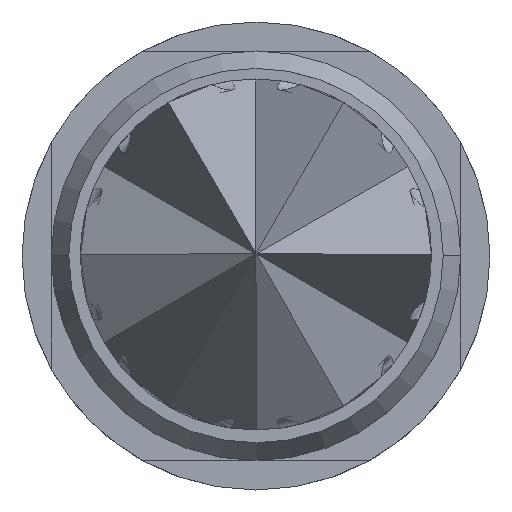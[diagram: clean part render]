
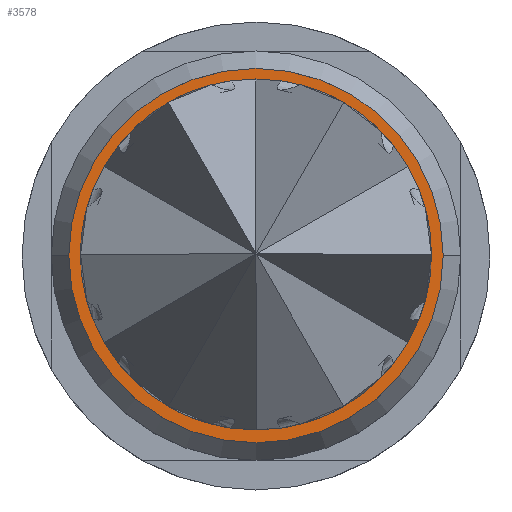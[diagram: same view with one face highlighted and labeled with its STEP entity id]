
A CAD part, top view. The second image highlights one B-rep face of the part: STEP entity #3578.
In plain terms, the highlighted planar face has unit normal (0, 0, 1).
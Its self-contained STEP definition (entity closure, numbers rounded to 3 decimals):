
#691 = AXIS2_PLACEMENT_3D ( 'NONE', #4251, #4256, #4257 ) ;
#753 = AXIS2_PLACEMENT_3D ( 'NONE', #9341, #9343, #9344 ) ;
#754 = AXIS2_PLACEMENT_3D ( 'NONE', #9353, #9355, #9357 ) ;
#780 = AXIS2_PLACEMENT_3D ( 'NONE', #9717, #9718, #9719 ) ;
#782 = AXIS2_PLACEMENT_3D ( 'NONE', #9723, #9724, #9725 ) ;
#1793 = FACE_BOUND ( 'NONE', #8281, .T. ) ;
#1799 = FACE_OUTER_BOUND ( 'NONE', #8266, .T. ) ;
#1906 = CIRCLE ( 'NONE', #753, 1.6 ) ;
#1908 = CIRCLE ( 'NONE', #754, 1.25 ) ;
#1988 = CIRCLE ( 'NONE', #780, 1.25 ) ;
#1990 = CIRCLE ( 'NONE', #782, 1.6 ) ;
#3578 = ADVANCED_FACE ( 'NONE', ( #1793, #1799 ), #4254, .F. ) ;
#3677 = VERTEX_POINT ( 'NONE', #4385 ) ;
#3680 = VERTEX_POINT ( 'NONE', #4388 ) ;
#3683 = VERTEX_POINT ( 'NONE', #4391 ) ;
#3685 = VERTEX_POINT ( 'NONE', #4393 ) ;
#4251 = CARTESIAN_POINT ( 'NONE',  ( 0., 1.25, 0. ) ) ;
#4254 = PLANE ( 'NONE',  #691 ) ;
#4256 = DIRECTION ( 'NONE',  ( 0., 0., -1. ) ) ;
#4257 = DIRECTION ( 'NONE',  ( -1., 0., 0. ) ) ;
#4385 = CARTESIAN_POINT ( 'NONE',  ( -1.6, 0., 0. ) ) ;
#4388 = CARTESIAN_POINT ( 'NONE',  ( 1.6, 0., 0. ) ) ;
#4391 = CARTESIAN_POINT ( 'NONE',  ( 1.25, 0., 0. ) ) ;
#4393 = CARTESIAN_POINT ( 'NONE',  ( -1.25, 0., 0. ) ) ;
#5229 = ORIENTED_EDGE ( 'NONE', *, *, #8624, .F. ) ;
#5230 = ORIENTED_EDGE ( 'NONE', *, *, #8712, .F. ) ;
#5231 = ORIENTED_EDGE ( 'NONE', *, *, #8622, .T. ) ;
#5232 = ORIENTED_EDGE ( 'NONE', *, *, #8714, .T. ) ;
#8266 = EDGE_LOOP ( 'NONE', ( #5231, #5232 ) ) ;
#8281 = EDGE_LOOP ( 'NONE', ( #5229, #5230 ) ) ;
#8622 = EDGE_CURVE ( 'NONE', #3680, #3677, #1906, .T. ) ;
#8624 = EDGE_CURVE ( 'NONE', #3683, #3685, #1908, .T. ) ;
#8712 = EDGE_CURVE ( 'NONE', #3685, #3683, #1988, .T. ) ;
#8714 = EDGE_CURVE ( 'NONE', #3677, #3680, #1990, .T. ) ;
#9341 = CARTESIAN_POINT ( 'NONE',  ( 0., 0., 0. ) ) ;
#9343 = DIRECTION ( 'NONE',  ( 0., 0., 1. ) ) ;
#9344 = DIRECTION ( 'NONE',  ( 1., 0., 0. ) ) ;
#9353 = CARTESIAN_POINT ( 'NONE',  ( 0., 0., 0. ) ) ;
#9355 = DIRECTION ( 'NONE',  ( 0., 0., 1. ) ) ;
#9357 = DIRECTION ( 'NONE',  ( 1., 0., 0. ) ) ;
#9717 = CARTESIAN_POINT ( 'NONE',  ( 0., 0., 0. ) ) ;
#9718 = DIRECTION ( 'NONE',  ( 0., 0., 1. ) ) ;
#9719 = DIRECTION ( 'NONE',  ( 1., 0., 0. ) ) ;
#9723 = CARTESIAN_POINT ( 'NONE',  ( 0., 0., 0. ) ) ;
#9724 = DIRECTION ( 'NONE',  ( 0., 0., 1. ) ) ;
#9725 = DIRECTION ( 'NONE',  ( 1., 0., 0. ) ) ;
